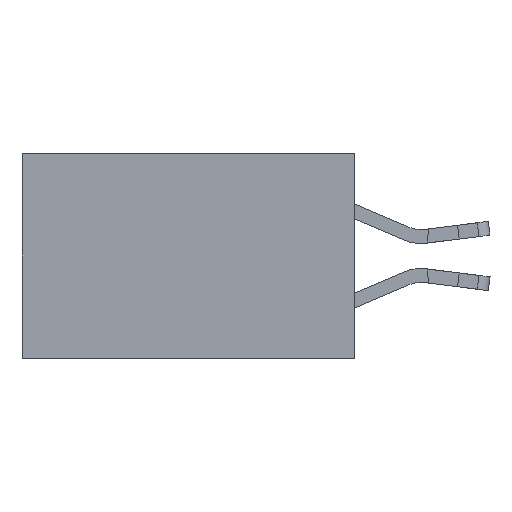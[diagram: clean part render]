
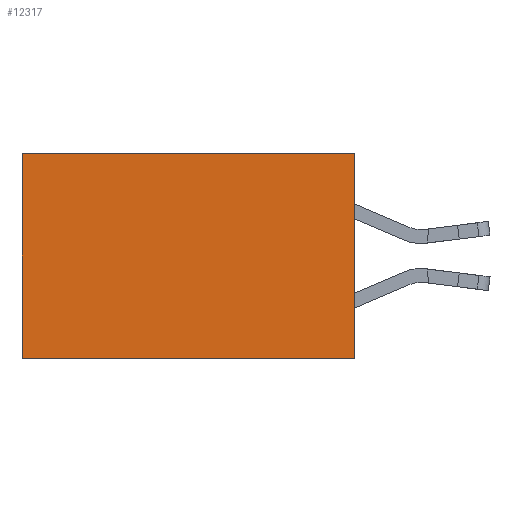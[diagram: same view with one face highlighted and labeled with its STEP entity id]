
A CAD part, left-side view. The second image highlights one B-rep face of the part: STEP entity #12317.
In plain terms, the highlighted planar face has unit normal (-1, 0, 0).
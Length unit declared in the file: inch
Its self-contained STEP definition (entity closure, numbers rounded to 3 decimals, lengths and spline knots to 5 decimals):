
#573 = EDGE_CURVE ( 'NONE', #9549, #3388, #8259, .T. ) ;
#626 = CARTESIAN_POINT ( 'NONE',  ( 0.298, 0.6, -0.37 ) ) ;
#1359 = VECTOR ( 'NONE', #2634, 39.37008 ) ;
#2602 = DIRECTION ( 'NONE',  ( 0., 0., -1. ) ) ;
#2634 = DIRECTION ( 'NONE',  ( 0., 1., 0. ) ) ;
#2734 = CARTESIAN_POINT ( 'NONE',  ( 0.298, 0., 0. ) ) ;
#3175 = EDGE_CURVE ( 'NONE', #3388, #19783, #15399, .T. ) ;
#3388 = VERTEX_POINT ( 'NONE', #9052 ) ;
#3490 = CARTESIAN_POINT ( 'NONE',  ( 0.298, 0.6, 0. ) ) ;
#4272 = VECTOR ( 'NONE', #20843, 39.37008 ) ;
#4388 = LINE ( 'NONE', #3490, #19340 ) ;
#5632 = EDGE_LOOP ( 'NONE', ( #19002, #15020, #15374, #17781 ) ) ;
#5762 = VECTOR ( 'NONE', #2602, 39.37008 ) ;
#7422 = VERTEX_POINT ( 'NONE', #13947 ) ;
#8259 = LINE ( 'NONE', #2734, #5762 ) ;
#9052 = CARTESIAN_POINT ( 'NONE',  ( 0.298, 0., -0.37 ) ) ;
#9549 = VERTEX_POINT ( 'NONE', #15638 ) ;
#10885 = DIRECTION ( 'NONE',  ( 1., 0., 0. ) ) ;
#11932 = EDGE_CURVE ( 'NONE', #9549, #7422, #15311, .T. ) ;
#12170 = CARTESIAN_POINT ( 'NONE',  ( 0.298, 0., 0. ) ) ;
#12317 = ADVANCED_FACE ( 'NONE', ( #13781 ), #19027, .F. ) ;
#12597 = EDGE_CURVE ( 'NONE', #7422, #19783, #4388, .T. ) ;
#13110 = DIRECTION ( 'NONE',  ( 0., 0., -1. ) ) ;
#13781 = FACE_OUTER_BOUND ( 'NONE', #5632, .T. ) ;
#13947 = CARTESIAN_POINT ( 'NONE',  ( 0.298, 0.6, 0. ) ) ;
#14201 = DIRECTION ( 'NONE',  ( 0., 0., -1. ) ) ;
#15020 = ORIENTED_EDGE ( 'NONE', *, *, #3175, .F. ) ;
#15311 = LINE ( 'NONE', #12170, #1359 ) ;
#15374 = ORIENTED_EDGE ( 'NONE', *, *, #573, .F. ) ;
#15399 = LINE ( 'NONE', #15689, #4272 ) ;
#15638 = CARTESIAN_POINT ( 'NONE',  ( 0.298, 0., 0. ) ) ;
#15674 = AXIS2_PLACEMENT_3D ( 'NONE', #20642, #10885, #14201 ) ;
#15689 = CARTESIAN_POINT ( 'NONE',  ( 0.298, 0., -0.37 ) ) ;
#17781 = ORIENTED_EDGE ( 'NONE', *, *, #11932, .T. ) ;
#19002 = ORIENTED_EDGE ( 'NONE', *, *, #12597, .T. ) ;
#19027 = PLANE ( 'NONE',  #15674 ) ;
#19340 = VECTOR ( 'NONE', #13110, 39.37008 ) ;
#19783 = VERTEX_POINT ( 'NONE', #626 ) ;
#20642 = CARTESIAN_POINT ( 'NONE',  ( 0.298, 0., 0. ) ) ;
#20843 = DIRECTION ( 'NONE',  ( 0., 1., 0. ) ) ;
